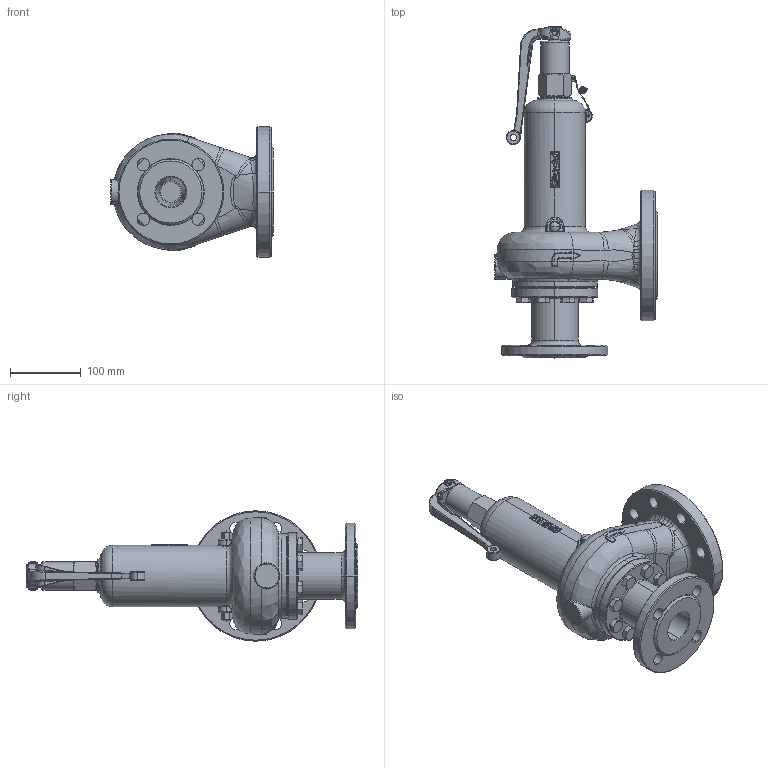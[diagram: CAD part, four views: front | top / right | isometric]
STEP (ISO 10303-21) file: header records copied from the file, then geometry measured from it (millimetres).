
FILE_DESCRIPTION (( 'STEP AP214' ), '1' );
FILE_NAME ('Typ 32 BG III-A_D040I-D065I.STEP', '2014-10-16T12:51:51', ( '' ), ( '' ), 'SwSTEP 2.0', 'SolidWorks 2012', '' );
FILE_SCHEMA (( 'AUTOMOTIVE_DESIGN' ));
Length unit declared in the file: millimetre
Products named in the file (1): Typ 32 BG III-A_D040I-D065I
Bounding box: 230 x 470.5 x 185 mm (x, y, z)
Volume: 2187470.4 mm3; surface area: 499503.9 mm2
Topology: 30 solids, 30 shells, 2237 faces, 5518 edges, 3428 vertices
Faces by surface type: plane 685, bspline 590, cylinder 517, cone 230, torus 203, sphere 12
Entity records: 126689 total; most frequent: CARTESIAN_POINT 53196, ORIENTED_EDGE 10972, DIRECTION 8690, EDGE_CURVE 5486, VERTEX_POINT 3428, AXIS2_PLACEMENT_3D 3243, EDGE_LOOP 2446, UNCERTAINTY_MEASURE_WITH_UNIT 2269
